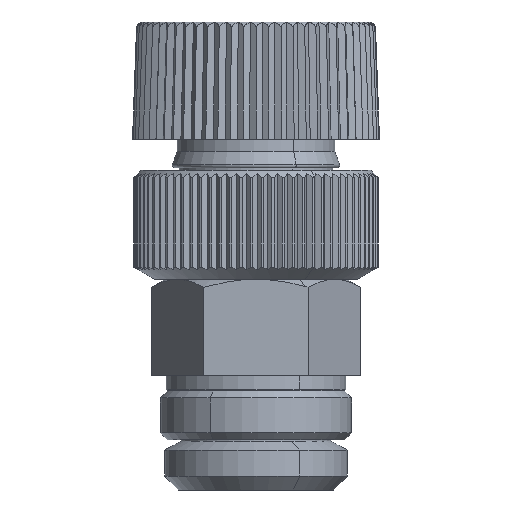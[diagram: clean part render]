
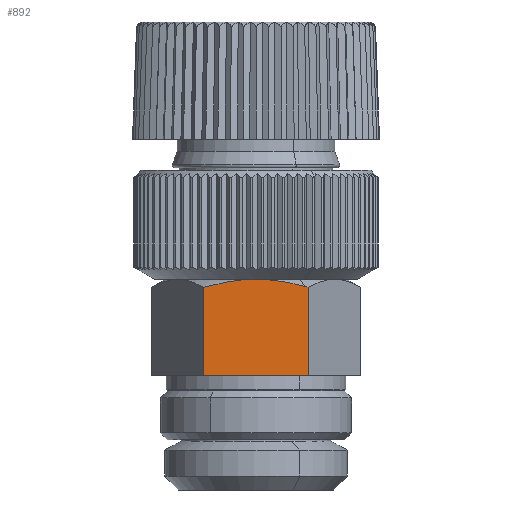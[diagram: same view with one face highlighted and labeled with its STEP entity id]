
A CAD part, front view. The second image highlights one B-rep face of the part: STEP entity #892.
In plain terms, the highlighted planar face has unit normal (0, -1, 0).
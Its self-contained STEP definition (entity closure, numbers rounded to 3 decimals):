
#646=CARTESIAN_POINT('Vertex',(3.753,-6.5,8.2)) ;
#649=CARTESIAN_POINT('Line Origine',(0.,-6.5,8.2)) ;
#653=CARTESIAN_POINT('Vertex',(-3.753,-6.5,8.2)) ;
#812=CARTESIAN_POINT('Line Origine',(-3.753,-6.5,11.36)) ;
#816=CARTESIAN_POINT('Vertex',(-3.753,-6.5,14.519)) ;
#838=CARTESIAN_POINT('Axis2P3D Location',(-10.199,-6.5,15.1)) ;
#844=CARTESIAN_POINT('Control Point',(-3.753,-6.5,14.519)) ;
#845=CARTESIAN_POINT('Control Point',(-3.298,-6.5,14.651)) ;
#846=CARTESIAN_POINT('Control Point',(-2.845,-6.5,14.767)) ;
#847=CARTESIAN_POINT('Control Point',(-2.396,-6.5,14.864)) ;
#848=CARTESIAN_POINT('Control Point',(-1.645,-6.5,14.996)) ;
#849=CARTESIAN_POINT('Control Point',(-0.903,-6.5,15.07)) ;
#850=CARTESIAN_POINT('Control Point',(-0.601,-6.5,15.09)) ;
#851=CARTESIAN_POINT('Control Point',(-0.301,-6.5,15.1)) ;
#852=CARTESIAN_POINT('Control Point',(0.,-6.5,15.1)) ;
#853=CARTESIAN_POINT('Vertex',(0.,-6.5,15.1)) ;
#856=CARTESIAN_POINT('Line Origine',(3.753,-6.5,11.36)) ;
#860=CARTESIAN_POINT('Vertex',(3.753,-6.5,14.519)) ;
#864=CARTESIAN_POINT('Control Point',(3.551,-6.5,14.577)) ;
#865=CARTESIAN_POINT('Control Point',(3.591,-6.5,14.565)) ;
#866=CARTESIAN_POINT('Control Point',(3.632,-6.5,14.554)) ;
#867=CARTESIAN_POINT('Control Point',(3.672,-6.5,14.543)) ;
#868=CARTESIAN_POINT('Control Point',(3.712,-6.5,14.531)) ;
#869=CARTESIAN_POINT('Control Point',(3.753,-6.5,14.519)) ;
#870=CARTESIAN_POINT('Vertex',(3.551,-6.5,14.577)) ;
#874=CARTESIAN_POINT('Control Point',(0.,-6.5,15.1)) ;
#875=CARTESIAN_POINT('Control Point',(0.301,-6.5,15.1)) ;
#876=CARTESIAN_POINT('Control Point',(0.601,-6.5,15.09)) ;
#877=CARTESIAN_POINT('Control Point',(0.903,-6.5,15.07)) ;
#878=CARTESIAN_POINT('Control Point',(1.606,-6.5,15.)) ;
#879=CARTESIAN_POINT('Control Point',(2.317,-6.5,14.878)) ;
#880=CARTESIAN_POINT('Control Point',(2.725,-6.5,14.792)) ;
#881=CARTESIAN_POINT('Control Point',(3.137,-6.5,14.691)) ;
#882=CARTESIAN_POINT('Control Point',(3.551,-6.5,14.577)) ;
#650=DIRECTION('Vector Direction',(1.,0.,0.)) ;
#813=DIRECTION('Vector Direction',(0.,0.,1.)) ;
#839=DIRECTION('Axis2P3D Direction',(0.,1.,0.)) ;
#840=DIRECTION('Axis2P3D XDirection',(1.,0.,0.)) ;
#857=DIRECTION('Vector Direction',(0.,0.,1.)) ;
#841=AXIS2_PLACEMENT_3D('Plane Axis2P3D',#838,#839,#840) ;
#885=ORIENTED_EDGE('',*,*,#855,.F.) ;
#886=ORIENTED_EDGE('',*,*,#818,.F.) ;
#887=ORIENTED_EDGE('',*,*,#655,.T.) ;
#888=ORIENTED_EDGE('',*,*,#862,.T.) ;
#889=ORIENTED_EDGE('',*,*,#872,.F.) ;
#890=ORIENTED_EDGE('',*,*,#883,.F.) ;
#651=VECTOR('Line Direction',#650,1.) ;
#814=VECTOR('Line Direction',#813,1.) ;
#858=VECTOR('Line Direction',#857,1.) ;
#892=ADVANCED_FACE('PartBody',(#891),#842,.F.) ;
#843=B_SPLINE_CURVE_WITH_KNOTS('',5,(#844,#845,#846,#847,#848,#849,#850,#851,#852),.UNSPECIFIED.,.F.,.U.,(6,3,6),(0.,3.365,5.678),.UNSPECIFIED.) ;
#863=B_SPLINE_CURVE_WITH_KNOTS('',5,(#864,#865,#866,#867,#868,#869),.UNSPECIFIED.,.F.,.U.,(6,6),(0.,0.299),.UNSPECIFIED.) ;
#873=B_SPLINE_CURVE_WITH_KNOTS('',5,(#874,#875,#876,#877,#878,#879,#880,#881,#882),.UNSPECIFIED.,.F.,.U.,(6,3,6),(5.678,7.991,11.057),.UNSPECIFIED.) ;
#655=EDGE_CURVE('',#654,#647,#652,.T.) ;
#818=EDGE_CURVE('',#654,#817,#815,.T.) ;
#855=EDGE_CURVE('',#817,#854,#843,.T.) ;
#862=EDGE_CURVE('',#647,#861,#859,.T.) ;
#872=EDGE_CURVE('',#871,#861,#863,.T.) ;
#883=EDGE_CURVE('',#854,#871,#873,.T.) ;
#884=EDGE_LOOP('',(#885,#886,#887,#888,#889,#890)) ;
#891=FACE_OUTER_BOUND('',#884,.T.) ;
#652=LINE('Line',#649,#651) ;
#815=LINE('Line',#812,#814) ;
#859=LINE('Line',#856,#858) ;
#842=PLANE('',#841) ;
#647=VERTEX_POINT('',#646) ;
#654=VERTEX_POINT('',#653) ;
#817=VERTEX_POINT('',#816) ;
#854=VERTEX_POINT('',#853) ;
#861=VERTEX_POINT('',#860) ;
#871=VERTEX_POINT('',#870) ;
